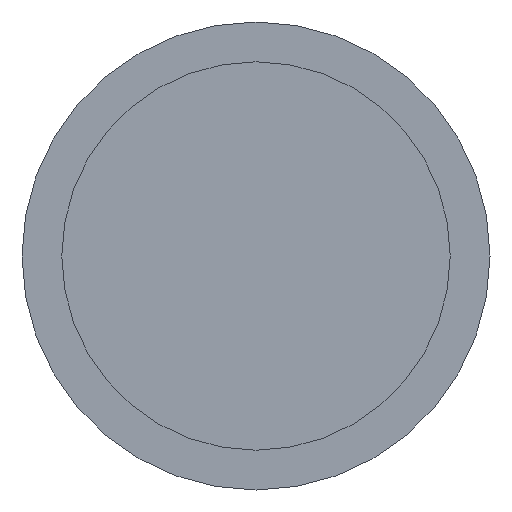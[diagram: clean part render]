
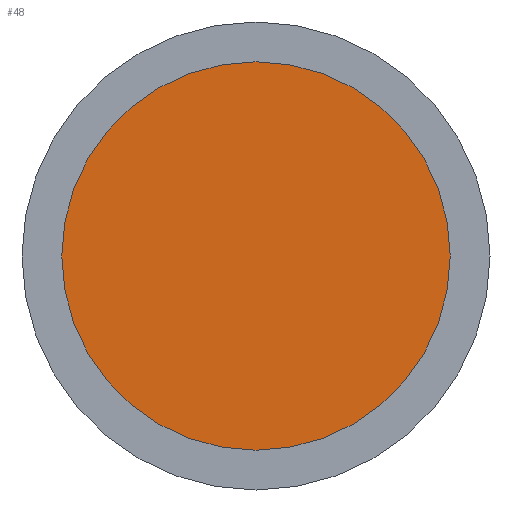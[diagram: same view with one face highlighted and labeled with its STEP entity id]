
A CAD part, front view. The second image highlights one B-rep face of the part: STEP entity #48.
In plain terms, the highlighted planar face has unit normal (0, -1, 0).
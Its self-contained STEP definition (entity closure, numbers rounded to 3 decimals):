
#48 = ADVANCED_FACE( '', ( #111 ), #112, .F. );
#111 = FACE_OUTER_BOUND( '', #232, .T. );
#112 = PLANE( '', #233 );
#232 = EDGE_LOOP( '', ( #312 ) );
#233 = AXIS2_PLACEMENT_3D( '', #313, #314, #315 );
#312 = ORIENTED_EDGE( '', *, *, #461, .T. );
#313 = CARTESIAN_POINT( '', ( 20.75, 3., 0. ) );
#314 = DIRECTION( '', ( 0., 1., 0. ) );
#315 = DIRECTION( '', ( 0., 0., 1. ) );
#461 = EDGE_CURVE( '', #517, #517, #518, .T. );
#517 = VERTEX_POINT( '', #597 );
#518 = CIRCLE( '', #598, 20.75 );
#597 = CARTESIAN_POINT( '', ( 0., 3., -20.75 ) );
#598 = AXIS2_PLACEMENT_3D( '', #695, #696, #697 );
#695 = CARTESIAN_POINT( '', ( 0., 3., 0. ) );
#696 = DIRECTION( '', ( 0., -1., 0. ) );
#697 = DIRECTION( '', ( 0., 0., -1. ) );
